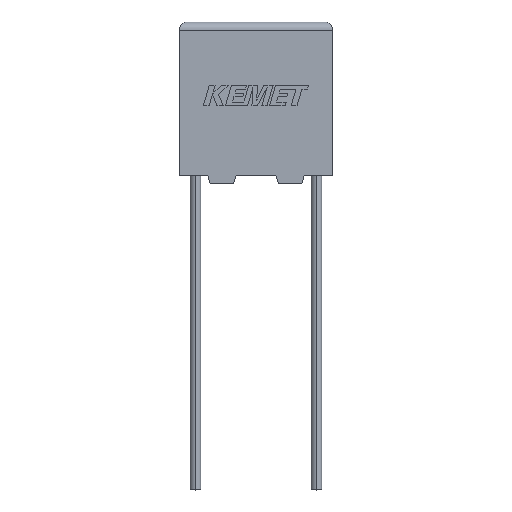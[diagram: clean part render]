
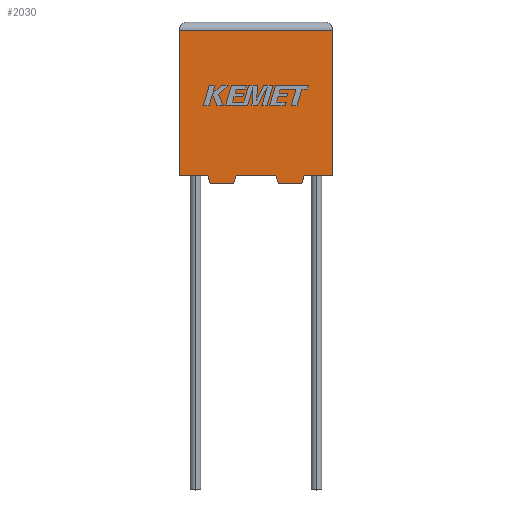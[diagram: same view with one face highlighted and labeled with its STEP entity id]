
A CAD part, top view. The second image highlights one B-rep face of the part: STEP entity #2030.
In plain terms, the highlighted planar face has unit normal (0, 0, 1).
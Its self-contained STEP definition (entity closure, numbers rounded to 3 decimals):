
#24 = PLANE ( 'NONE',  #1883 ) ;
#69 = VERTEX_POINT ( 'NONE', #1588 ) ;
#76 = VERTEX_POINT ( 'NONE', #2366 ) ;
#77 = VERTEX_POINT ( 'NONE', #1636 ) ;
#107 = DIRECTION ( 'NONE',  ( -0.287, -0.958, 0. ) ) ;
#124 = DIRECTION ( 'NONE',  ( -1., 0., 0. ) ) ;
#127 = VERTEX_POINT ( 'NONE', #1230 ) ;
#182 = EDGE_CURVE ( 'NONE', #77, #2996, #1353, .T. ) ;
#224 = EDGE_CURVE ( 'NONE', #1349, #3046, #2571, .T. ) ;
#248 = EDGE_CURVE ( 'NONE', #3046, #1384, #1396, .T. ) ;
#269 = FACE_OUTER_BOUND ( 'NONE', #2931, .T. ) ;
#285 = ORIENTED_EDGE ( 'NONE', *, *, #182, .T. ) ;
#354 = VECTOR ( 'NONE', #2842, 1000. ) ;
#401 = VERTEX_POINT ( 'NONE', #2305 ) ;
#408 = CARTESIAN_POINT ( 'NONE',  ( 1.91, -0.5, 4.5 ) ) ;
#440 = ORIENTED_EDGE ( 'NONE', *, *, #1920, .T. ) ;
#455 = CARTESIAN_POINT ( 'NONE',  ( 3.364, -0.5, 4.5 ) ) ;
#502 = LINE ( 'NONE', #3013, #705 ) ;
#541 = VECTOR ( 'NONE', #2858, 1000. ) ;
#584 = CARTESIAN_POINT ( 'NONE',  ( 0., 9., 4.5 ) ) ;
#648 = CARTESIAN_POINT ( 'NONE',  ( 7.59, -0.5, 4.5 ) ) ;
#665 = CARTESIAN_POINT ( 'NONE',  ( 0., 0., 4.5 ) ) ;
#705 = VECTOR ( 'NONE', #1542, 1000. ) ;
#718 = VERTEX_POINT ( 'NONE', #2099 ) ;
#801 = CARTESIAN_POINT ( 'NONE',  ( 6.136, -0.5, 4.5 ) ) ;
#846 = CARTESIAN_POINT ( 'NONE',  ( 0., 0., 4.5 ) ) ;
#914 = CARTESIAN_POINT ( 'NONE',  ( 0., 0., 4.5 ) ) ;
#944 = EDGE_CURVE ( 'NONE', #1081, #401, #1698, .T. ) ;
#982 = LINE ( 'NONE', #1405, #1107 ) ;
#1004 = LINE ( 'NONE', #648, #2909 ) ;
#1081 = VERTEX_POINT ( 'NONE', #801 ) ;
#1107 = VECTOR ( 'NONE', #107, 1000. ) ;
#1117 = CARTESIAN_POINT ( 'NONE',  ( 0., 0., 4.5 ) ) ;
#1129 = VECTOR ( 'NONE', #1880, 1000. ) ;
#1177 = EDGE_CURVE ( 'NONE', #2920, #76, #1973, .T. ) ;
#1230 = CARTESIAN_POINT ( 'NONE',  ( 0., 9., 4.5 ) ) ;
#1275 = VECTOR ( 'NONE', #1287, 1000. ) ;
#1287 = DIRECTION ( 'NONE',  ( 0., 1., 0. ) ) ;
#1349 = VERTEX_POINT ( 'NONE', #408 ) ;
#1353 = LINE ( 'NONE', #2979, #1275 ) ;
#1384 = VERTEX_POINT ( 'NONE', #2671 ) ;
#1396 = LINE ( 'NONE', #2451, #2051 ) ;
#1400 = ORIENTED_EDGE ( 'NONE', *, *, #2073, .T. ) ;
#1405 = CARTESIAN_POINT ( 'NONE',  ( 7.74, 0., 4.5 ) ) ;
#1421 = CARTESIAN_POINT ( 'NONE',  ( 1.91, -0.5, 4.5 ) ) ;
#1464 = ORIENTED_EDGE ( 'NONE', *, *, #248, .T. ) ;
#1542 = DIRECTION ( 'NONE',  ( 0., -1., 0. ) ) ;
#1549 = LINE ( 'NONE', #584, #2107 ) ;
#1588 = CARTESIAN_POINT ( 'NONE',  ( 7.74, 0., 4.5 ) ) ;
#1615 = EDGE_CURVE ( 'NONE', #127, #2920, #502, .T. ) ;
#1620 = DIRECTION ( 'NONE',  ( 0.287, -0.958, 0. ) ) ;
#1636 = CARTESIAN_POINT ( 'NONE',  ( 9.5, 0., 4.5 ) ) ;
#1678 = ORIENTED_EDGE ( 'NONE', *, *, #224, .T. ) ;
#1696 = LINE ( 'NONE', #2394, #2581 ) ;
#1698 = LINE ( 'NONE', #2542, #3205 ) ;
#1722 = DIRECTION ( 'NONE',  ( -0.287, 0.958, 0. ) ) ;
#1773 = LINE ( 'NONE', #1117, #354 ) ;
#1814 = ORIENTED_EDGE ( 'NONE', *, *, #2303, .T. ) ;
#1836 = DIRECTION ( 'NONE',  ( -1., 0., 0. ) ) ;
#1880 = DIRECTION ( 'NONE',  ( 1., 0., 0. ) ) ;
#1883 = AXIS2_PLACEMENT_3D ( 'NONE', #665, #2635, #2874 ) ;
#1920 = EDGE_CURVE ( 'NONE', #2996, #127, #1549, .T. ) ;
#1962 = VECTOR ( 'NONE', #2424, 1000. ) ;
#1973 = LINE ( 'NONE', #846, #541 ) ;
#1997 = ORIENTED_EDGE ( 'NONE', *, *, #1177, .T. ) ;
#2030 = ADVANCED_FACE ( 'NONE', ( #269 ), #24, .F. ) ;
#2051 = VECTOR ( 'NONE', #2188, 1000. ) ;
#2073 = EDGE_CURVE ( 'NONE', #76, #1349, #1696, .T. ) ;
#2099 = CARTESIAN_POINT ( 'NONE',  ( 7.59, -0.5, 4.5 ) ) ;
#2107 = VECTOR ( 'NONE', #1836, 1000. ) ;
#2134 = ORIENTED_EDGE ( 'NONE', *, *, #944, .F. ) ;
#2188 = DIRECTION ( 'NONE',  ( 0.287, 0.958, 0. ) ) ;
#2303 = EDGE_CURVE ( 'NONE', #1384, #401, #2570, .T. ) ;
#2305 = CARTESIAN_POINT ( 'NONE',  ( 5.986, 0., 4.5 ) ) ;
#2366 = CARTESIAN_POINT ( 'NONE',  ( 1.76, 0., 4.5 ) ) ;
#2394 = CARTESIAN_POINT ( 'NONE',  ( 1.76, 0., 4.5 ) ) ;
#2399 = EDGE_CURVE ( 'NONE', #718, #1081, #1004, .T. ) ;
#2401 = ORIENTED_EDGE ( 'NONE', *, *, #2782, .T. ) ;
#2424 = DIRECTION ( 'NONE',  ( 1., 0., 0. ) ) ;
#2451 = CARTESIAN_POINT ( 'NONE',  ( 3.364, -0.5, 4.5 ) ) ;
#2495 = ORIENTED_EDGE ( 'NONE', *, *, #1615, .T. ) ;
#2542 = CARTESIAN_POINT ( 'NONE',  ( 6.136, -0.5, 4.5 ) ) ;
#2570 = LINE ( 'NONE', #2610, #1129 ) ;
#2571 = LINE ( 'NONE', #1421, #1962 ) ;
#2581 = VECTOR ( 'NONE', #1620, 1000. ) ;
#2610 = CARTESIAN_POINT ( 'NONE',  ( 0., 0., 4.5 ) ) ;
#2635 = DIRECTION ( 'NONE',  ( 0., 0., -1. ) ) ;
#2671 = CARTESIAN_POINT ( 'NONE',  ( 3.514, 0., 4.5 ) ) ;
#2782 = EDGE_CURVE ( 'NONE', #69, #77, #1773, .T. ) ;
#2812 = ORIENTED_EDGE ( 'NONE', *, *, #2975, .F. ) ;
#2842 = DIRECTION ( 'NONE',  ( 1., 0., 0. ) ) ;
#2858 = DIRECTION ( 'NONE',  ( 1., 0., 0. ) ) ;
#2874 = DIRECTION ( 'NONE',  ( -1., 0., 0. ) ) ;
#2875 = CARTESIAN_POINT ( 'NONE',  ( 9.5, 9., 4.5 ) ) ;
#2909 = VECTOR ( 'NONE', #124, 1000. ) ;
#2920 = VERTEX_POINT ( 'NONE', #914 ) ;
#2931 = EDGE_LOOP ( 'NONE', ( #285, #440, #2495, #1997, #1400, #1678, #1464, #1814, #2134, #3082, #2812, #2401 ) ) ;
#2975 = EDGE_CURVE ( 'NONE', #69, #718, #982, .T. ) ;
#2979 = CARTESIAN_POINT ( 'NONE',  ( 9.5, 0., 4.5 ) ) ;
#2996 = VERTEX_POINT ( 'NONE', #2875 ) ;
#3013 = CARTESIAN_POINT ( 'NONE',  ( 0., 0., 4.5 ) ) ;
#3046 = VERTEX_POINT ( 'NONE', #455 ) ;
#3082 = ORIENTED_EDGE ( 'NONE', *, *, #2399, .F. ) ;
#3205 = VECTOR ( 'NONE', #1722, 1000. ) ;
